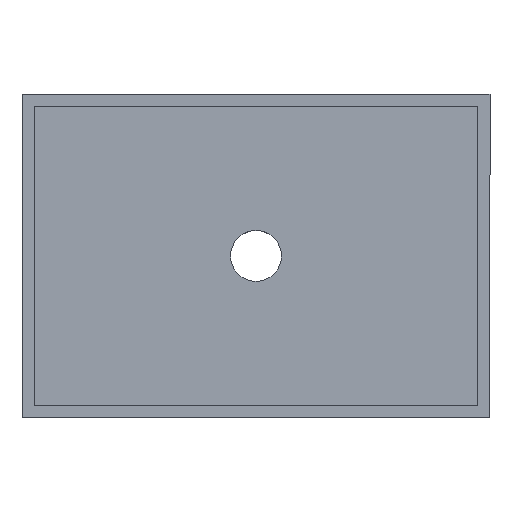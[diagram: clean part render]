
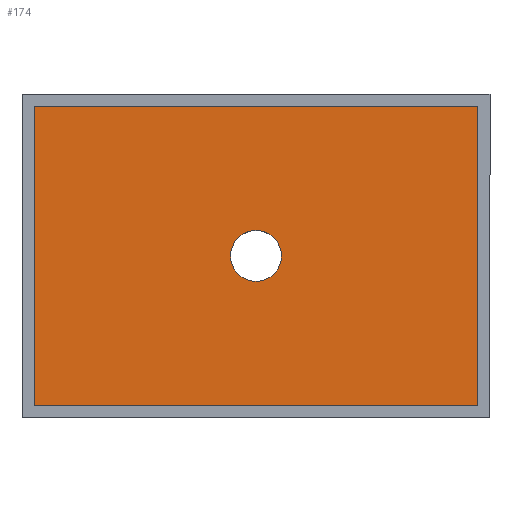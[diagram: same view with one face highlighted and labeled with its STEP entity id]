
A CAD part, top view. The second image highlights one B-rep face of the part: STEP entity #174.
In plain terms, the highlighted planar face has unit normal (0, 0, 1).
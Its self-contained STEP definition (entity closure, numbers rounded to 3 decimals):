
#70=CARTESIAN_POINT('',(2.2,0.,12.));
#71=VERTEX_POINT('',#70);
#80=CARTESIAN_POINT('',(-2.2,0.,12.));
#81=VERTEX_POINT('',#80);
#82=CARTESIAN_POINT('',(0.,0.,12.));
#83=DIRECTION('',(0.0,0.0,-1.0));
#84=DIRECTION('',(1.0,0.0,0.0));
#85=AXIS2_PLACEMENT_3D('',#82,#83,#84);
#86=CIRCLE('',#85,2.2);
#87=EDGE_CURVE('',#81,#71,#86,.T.);
#121=CARTESIAN_POINT('',(0.,0.,12.));
#122=DIRECTION('',(0.0,0.0,-1.0));
#123=DIRECTION('',(1.0,0.0,0.0));
#124=AXIS2_PLACEMENT_3D('',#121,#122,#123);
#125=CIRCLE('',#124,2.2);
#126=EDGE_CURVE('',#71,#81,#125,.T.);
#131=CARTESIAN_POINT('',(0.0,0.,12.));
#132=DIRECTION('',(0.0,0.0,1.0));
#133=DIRECTION('',(1.0,0.0,0.0));
#134=AXIS2_PLACEMENT_3D('',#131,#132,#133);
#135=PLANE('',#134);
#136=CARTESIAN_POINT('',(19.2,-12.95,12.));
#137=VERTEX_POINT('',#136);
#138=CARTESIAN_POINT('',(19.2,12.95,12.));
#139=VERTEX_POINT('',#138);
#140=CARTESIAN_POINT('',(19.2,-12.95,12.));
#141=DIRECTION('',(0.0,1.0,0.0));
#142=VECTOR('',#141,25.9);
#143=LINE('',#140,#142);
#144=EDGE_CURVE('',#137,#139,#143,.T.);
#145=ORIENTED_EDGE('',*,*,#144,.T.);
#146=CARTESIAN_POINT('',(-19.2,12.95,12.));
#147=VERTEX_POINT('',#146);
#148=CARTESIAN_POINT('',(19.2,12.95,12.));
#149=DIRECTION('',(-1.0,0.0,0.0));
#150=VECTOR('',#149,38.4);
#151=LINE('',#148,#150);
#152=EDGE_CURVE('',#139,#147,#151,.T.);
#153=ORIENTED_EDGE('',*,*,#152,.T.);
#154=CARTESIAN_POINT('',(-19.2,-12.95,12.));
#155=VERTEX_POINT('',#154);
#156=CARTESIAN_POINT('',(-19.2,12.95,12.));
#157=DIRECTION('',(0.0,-1.0,0.0));
#158=VECTOR('',#157,25.9);
#159=LINE('',#156,#158);
#160=EDGE_CURVE('',#147,#155,#159,.T.);
#161=ORIENTED_EDGE('',*,*,#160,.T.);
#162=CARTESIAN_POINT('',(-19.2,-12.95,12.));
#163=DIRECTION('',(1.0,0.0,0.0));
#164=VECTOR('',#163,38.4);
#165=LINE('',#162,#164);
#166=EDGE_CURVE('',#155,#137,#165,.T.);
#167=ORIENTED_EDGE('',*,*,#166,.T.);
#168=EDGE_LOOP('',(#145,#153,#161,#167));
#169=FACE_OUTER_BOUND('',#168,.T.);
#170=ORIENTED_EDGE('',*,*,#126,.T.);
#171=ORIENTED_EDGE('',*,*,#87,.T.);
#172=EDGE_LOOP('',(#170,#171));
#173=FACE_BOUND('',#172,.T.);
#174=ADVANCED_FACE('',(#169,#173),#135,.T.);
